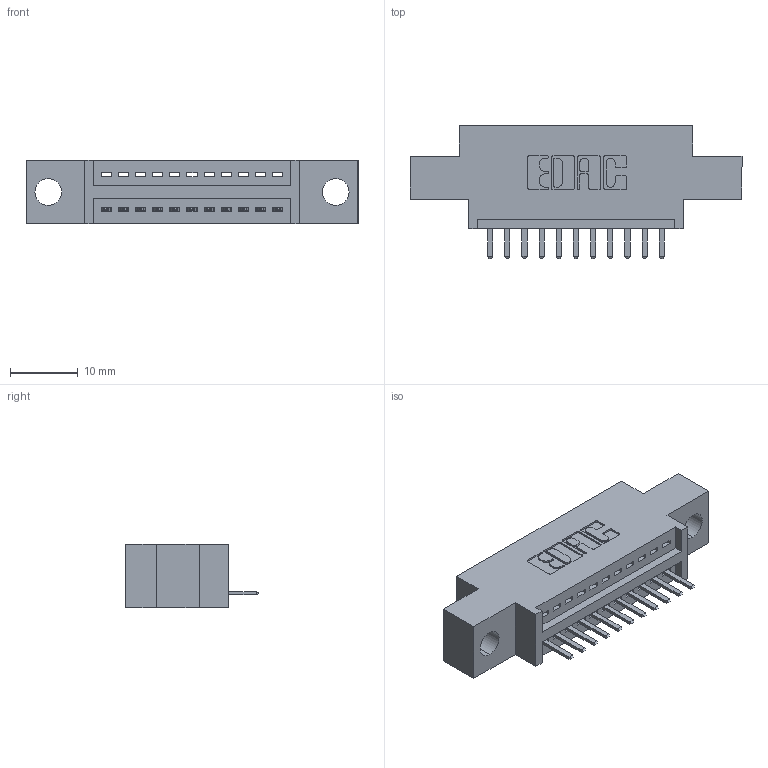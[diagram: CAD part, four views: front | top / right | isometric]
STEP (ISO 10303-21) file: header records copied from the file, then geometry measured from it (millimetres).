
FILE_DESCRIPTION (( 'STEP AP203' ), '1' );
FILE_NAME ('345-011-520-604.STEP', '2019-10-03T23:09:40', ( '' ), ( '' ), 'SwSTEP 2.0', 'SolidWorks 2016', '' );
FILE_SCHEMA (( 'CONFIG_CONTROL_DESIGN' ));
Length unit declared in the file: inch
Products named in the file (3): 345-011-520-604; 345 Part_0.170 Offset - 0.156 Dia-TH; 345-292-001_345-293-120
Assembly tree (12 placements, depth 2):
  345-011-520-604
    345 Part_0.170 Offset - 0.156 Dia-TH
    345-292-001_345-293-120  x11
Bounding box: 49.15 x 19.68 x 9.4 mm (x, y, z)
Volume: 4181.4 mm3; surface area: 4967.2 mm2
Topology: 12 solids, 12 shells, 812 faces, 2377 edges, 1554 vertices
Faces by surface type: plane 546, cylinder 266
Entity records: 12701 total; most frequent: CARTESIAN_POINT 2221, ORIENTED_EDGE 2154, DIRECTION 1971, EDGE_CURVE 1077, LINE 897, VECTOR 897, VERTEX_POINT 714, AXIS2_PLACEMENT_3D 537
